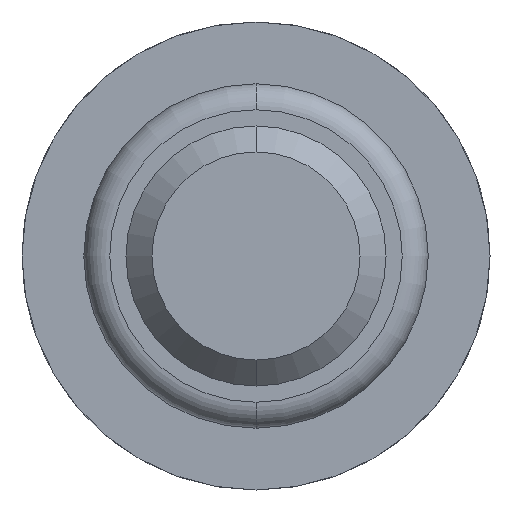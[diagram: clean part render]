
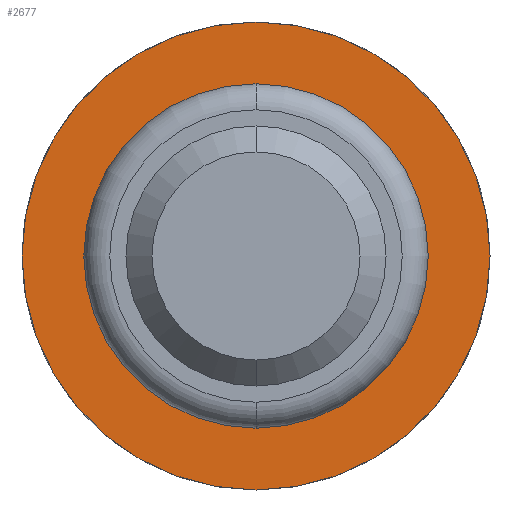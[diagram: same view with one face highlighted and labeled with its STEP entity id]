
A CAD part, front view. The second image highlights one B-rep face of the part: STEP entity #2677.
In plain terms, the highlighted planar face has unit normal (0, -1, 0).
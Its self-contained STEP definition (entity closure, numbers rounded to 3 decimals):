
#40 = EDGE_CURVE ( 'Defeature ausgef�hrt4_12+Defeature ausgef�hrt4_13+Defeature ausgef�hrt4_13+Defeature ausgef�hrt4_13', #1192, #3710, #3809, .T. ) ;
#245 = ORIENTED_EDGE ( 'NONE', *, *, #1733, .T. ) ;
#253 = DIRECTION ( 'NONE',  ( 0., 0., 1. ) ) ;
#485 = AXIS2_PLACEMENT_3D ( 'NONE', #2017, #4541, #2397 ) ;
#763 = DIRECTION ( 'NONE',  ( 0., 1., 0. ) ) ;
#868 = ORIENTED_EDGE ( 'NONE', *, *, #1237, .T. ) ;
#884 = FACE_OUTER_BOUND ( 'NONE', #1265, .T. ) ;
#1007 = DIRECTION ( 'NONE',  ( 0., 0., 1. ) ) ;
#1039 = AXIS2_PLACEMENT_3D ( 'NONE', #4644, #1425, #2863 ) ;
#1129 = PLANE ( 'NONE',  #2026 ) ;
#1192 = VERTEX_POINT ( 'NONE', #1633 ) ;
#1213 = ORIENTED_EDGE ( 'NONE', *, *, #40, .F. ) ;
#1237 = EDGE_CURVE ( 'Defeature ausgef�hrt4_13+Defeature ausgef�hrt4_14+Defeature ausgef�hrt4_14+Defeature ausgef�hrt4_14', #1294, #2860, #2747, .T. ) ;
#1265 = EDGE_LOOP ( 'NONE', ( #2352, #1213 ) ) ;
#1294 = VERTEX_POINT ( 'NONE', #3114 ) ;
#1411 = CARTESIAN_POINT ( 'NONE',  ( 0., -1.8, 0. ) ) ;
#1425 = DIRECTION ( 'NONE',  ( 0., 1., 0. ) ) ;
#1479 = CARTESIAN_POINT ( 'NONE',  ( 0., -1.8, 1.325 ) ) ;
#1633 = CARTESIAN_POINT ( 'NONE',  ( 0., -1.8, -1.8 ) ) ;
#1733 = EDGE_CURVE ( 'Defeature ausgef�hrt4_13+Defeature ausgef�hrt4_14+Defeature ausgef�hrt4_14+Defeature ausgef�hrt4_14', #2860, #1294, #1951, .T. ) ;
#1951 = CIRCLE ( 'NONE', #3270, 1.325 ) ;
#2017 = CARTESIAN_POINT ( 'NONE',  ( 0., -1.8, 0. ) ) ;
#2026 = AXIS2_PLACEMENT_3D ( 'NONE', #3333, #763, #3670 ) ;
#2183 = EDGE_LOOP ( 'NONE', ( #245, #868 ) ) ;
#2352 = ORIENTED_EDGE ( 'NONE', *, *, #4257, .F. ) ;
#2397 = DIRECTION ( 'NONE',  ( 0., 0., 1. ) ) ;
#2456 = DIRECTION ( 'NONE',  ( 0., 1., 0. ) ) ;
#2677 = ADVANCED_FACE ( 'Defeature ausgef�hrt4_13', ( #884, #4610 ), #1129, .F. ) ;
#2726 = CIRCLE ( 'NONE', #485, 1.8 ) ;
#2747 = CIRCLE ( 'NONE', #3137, 1.325 ) ;
#2777 = CARTESIAN_POINT ( 'NONE',  ( 0., -1.8, 0. ) ) ;
#2787 = CARTESIAN_POINT ( 'NONE',  ( 0., -1.8, 1.8 ) ) ;
#2860 = VERTEX_POINT ( 'NONE', #1479 ) ;
#2863 = DIRECTION ( 'NONE',  ( 0., 0., 1. ) ) ;
#3114 = CARTESIAN_POINT ( 'NONE',  ( 0., -1.8, -1.325 ) ) ;
#3137 = AXIS2_PLACEMENT_3D ( 'NONE', #2777, #4546, #253 ) ;
#3270 = AXIS2_PLACEMENT_3D ( 'NONE', #1411, #2456, #1007 ) ;
#3333 = CARTESIAN_POINT ( 'NONE',  ( 1.8, -1.8, 0. ) ) ;
#3670 = DIRECTION ( 'NONE',  ( 0., 0., 1. ) ) ;
#3710 = VERTEX_POINT ( 'NONE', #2787 ) ;
#3809 = CIRCLE ( 'NONE', #1039, 1.8 ) ;
#4257 = EDGE_CURVE ( 'Defeature ausgef�hrt4_12+Defeature ausgef�hrt4_13+Defeature ausgef�hrt4_13+Defeature ausgef�hrt4_13', #3710, #1192, #2726, .T. ) ;
#4541 = DIRECTION ( 'NONE',  ( 0., 1., 0. ) ) ;
#4546 = DIRECTION ( 'NONE',  ( 0., 1., 0. ) ) ;
#4610 = FACE_BOUND ( 'NONE', #2183, .T. ) ;
#4644 = CARTESIAN_POINT ( 'NONE',  ( 0., -1.8, 0. ) ) ;
